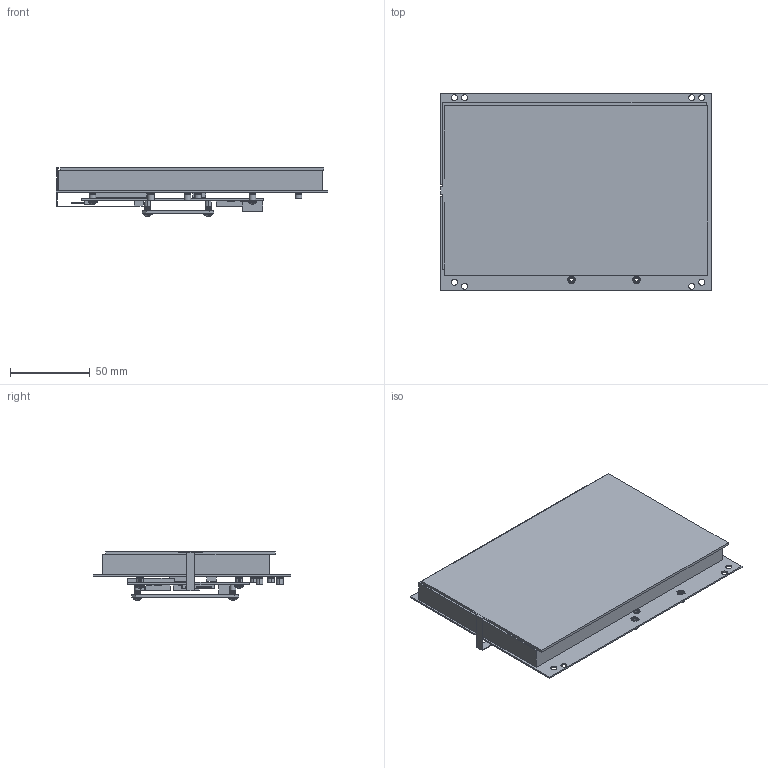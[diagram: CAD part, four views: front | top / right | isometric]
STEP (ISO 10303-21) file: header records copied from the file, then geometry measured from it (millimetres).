
FILE_DESCRIPTION (( 'STEP AP203' ), '1' );
FILE_NAME ('51-0103-1X.STEP', '2011-07-08T18:24:31', ( '' ), ( '' ), 'SwSTEP 2.0', 'SolidWorks 2011', '' );
FILE_SCHEMA (( 'CONFIG_CONTROL_DESIGN' ));
Length unit declared in the file: inch
Products named in the file (9): 51-0103-1X; 90272A105_90272A105; Bracket 22-0050-02 Assy; PEM TSO-440-250; PEM TSO-440-187; Bracket 22-0050-02; TOUCHPANEL_7.0; SLCD5+; HITACHI 7.0 LCD
Assembly tree (22 placements, depth 3):
  51-0103-1X
    90272A105_90272A105  x8
    SLCD5+
    TOUCHPANEL_7.0
    Bracket 22-0050-02 Assy
      PEM TSO-440-187  x6
      PEM TSO-440-250  x3
      Bracket 22-0050-02
    HITACHI 7.0 LCD
Bounding box: 170.18 x 123.7 x 30.31 mm (x, y, z)
Volume: 283445.4 mm3; surface area: 148416.1 mm2
Topology: 21 solids, 21 shells, 1235 faces, 3207 edges, 2112 vertices
Faces by surface type: cylinder 506, plane 488, cone 132, bspline 61, torus 32, sphere 16
Entity records: 19648 total; most frequent: CARTESIAN_POINT 7048, ORIENTED_EDGE 2382, DIRECTION 2202, EDGE_CURVE 1191, VERTEX_POINT 789, VECTOR 752, LINE 752, AXIS2_PLACEMENT_3D 725
